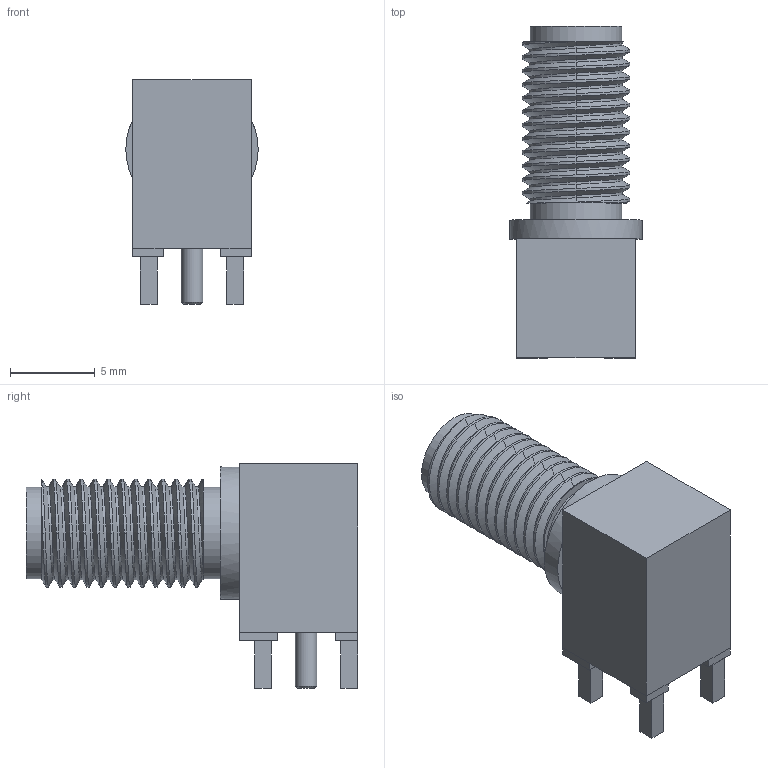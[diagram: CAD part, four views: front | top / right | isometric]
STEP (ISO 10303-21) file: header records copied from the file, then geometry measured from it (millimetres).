
FILE_DESCRIPTION(('FreeCAD Model'),'2;1');
FILE_NAME('Open CASCADE Shape Model','2024-02-20T15:57:48',( 'kicad StepUp'),('ksu MCAD'),'Open CASCADE STEP processor 7.7', 'FreeCAD','Unknown');
FILE_SCHEMA(('AUTOMOTIVE_DESIGN { 1 0 10303 214 1 1 1 1 }'));
Length unit declared in the file: millimetre
Products named in the file (1): SMA_Molex_73251-2200_Horizontal
Bounding box: 7.8 x 19.55 x 13.23 mm (x, y, z)
Volume: 829.4 mm3; surface area: 1360.5 mm2
Topology: 5 solids, 5 shells, 127 faces, 283 edges, 175 vertices
Faces by surface type: plane 63, bspline 39, cylinder 24, cone 1
Full cylindrical faces by diameter (mm): 1 x1, 1.27 x1, 1.3 x2, 4 x2, 4.5 x1, 4.6 x1, 5.4 x2, 6.35 x11, 7.8 x1
Entity records: 9256 total; most frequent: CARTESIAN_POINT 5828, ORIENTED_EDGE 566, DIRECTION 372, EDGE_CURVE 283, VERTEX_POINT 175, FACE_BOUND 140, EDGE_LOOP 140, LINE 136
